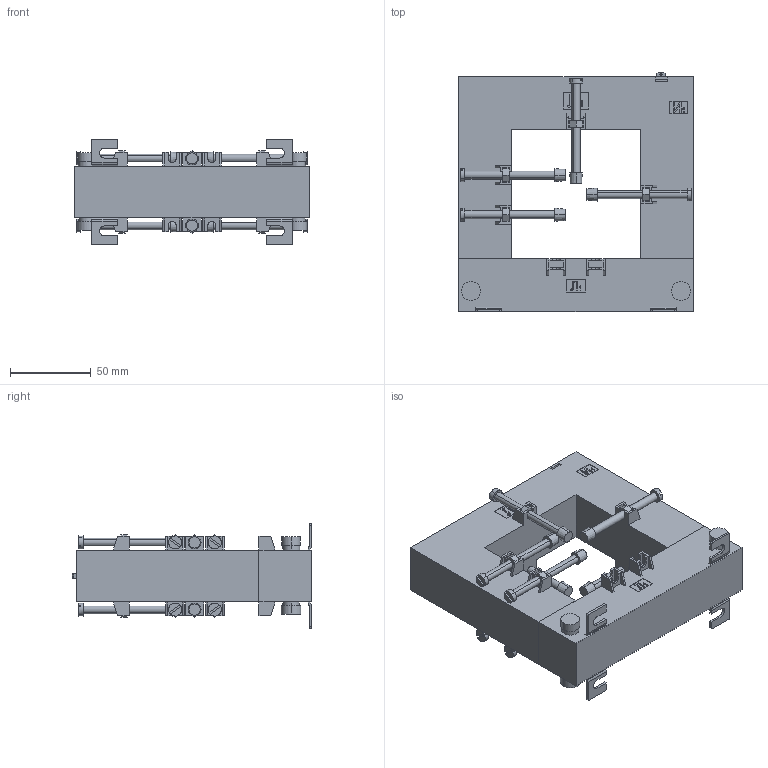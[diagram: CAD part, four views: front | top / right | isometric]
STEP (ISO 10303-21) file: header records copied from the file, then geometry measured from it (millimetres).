
FILE_DESCRIPTION (( 'STEP AP214' ), '1' );
FILE_NAME ('ITT88-2-D015-0500 Òðàíñôîðìàòîð òîêà ÒÐÏ-88 500_5 1,5ÂÀ êë. òî÷í. 0,5.STEP', '2018-01-31T08:47:15', ( '' ), ( '' ), 'SwSTEP 2.0', 'SolidWorks 2014', '' );
FILE_SCHEMA (( 'AUTOMOTIVE_DESIGN' ));
Length unit declared in the file: millimetre
Products named in the file (1): ITT88-2-D015-0500 Òðàíñôîðìàòîð òîêà ÒÐÏ-88 500_5 1,5ÂÀ êë. òî÷í. 0,5
Bounding box: 145 x 147.7 x 65 mm (x, y, z)
Volume: 456092.9 mm3; surface area: 98428.9 mm2
Topology: 11 solids, 11 shells, 960 faces, 2653 edges, 1752 vertices
Faces by surface type: plane 748, cylinder 141, bspline 49, cone 16, torus 6
Entity records: 32902 total; most frequent: CARTESIAN_POINT 8146, ORIENTED_EDGE 5306, DIRECTION 4767, EDGE_CURVE 2653, VECTOR 2127, LINE 2127, VERTEX_POINT 1752, AXIS2_PLACEMENT_3D 1320
